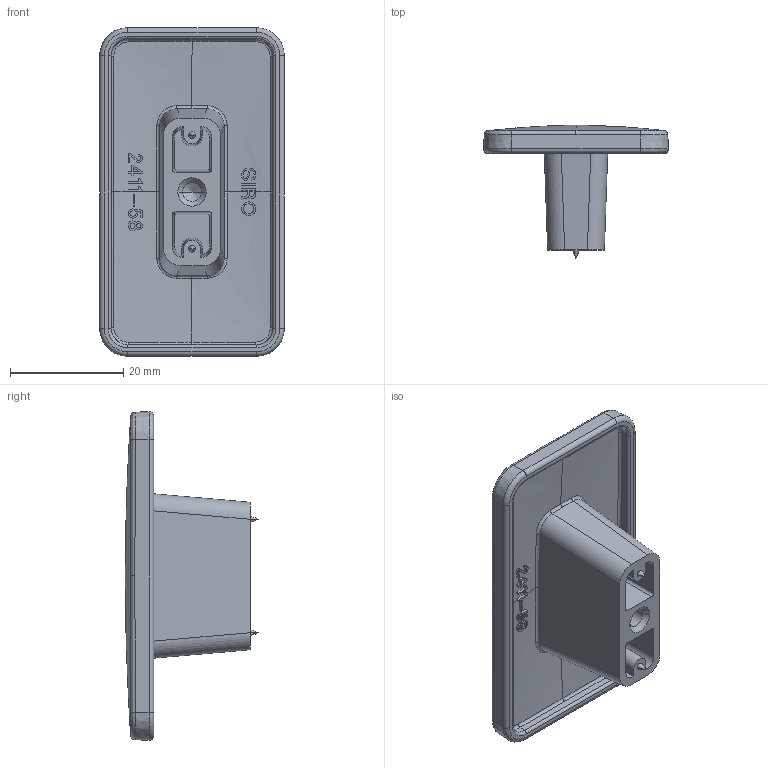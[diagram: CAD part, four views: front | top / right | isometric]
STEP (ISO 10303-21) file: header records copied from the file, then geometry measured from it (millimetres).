
FILE_DESCRIPTION(('Creo Elements/Direct Modeling STEP Export'),'2;1');
FILE_NAME('2411-58.stp','2022-01-26T11:32:42',(''),(''),'Creo Elements/Direct Modeling STEP processor for AP214 (Solid Model)','Creo Elements/Direct Modeling 20.0 12-Nov-2016 (C) Parametric Technology GmbH','');
FILE_SCHEMA(('AUTOMOTIVE_DESIGN { 1 0 10303 214 1 1 1 1 }'));
Products named in the file (1): ZN-10150
Bounding box: 32.57 x 23.5 x 57.94 mm (x, y, z)
Volume: 8408.6 mm3; surface area: 7284 mm2
Topology: 1 solids, 1 shells, 538 faces, 1499 edges, 978 vertices
Faces by surface type: plane 427, bspline 65, cylinder 28, cone 14, torus 4
Entity records: 40826 total; most frequent: CARTESIAN_POINT 28057, ORIENTED_EDGE 2986, DIRECTION 1538, EDGE_CURVE 1493, VERTEX_POINT 978, B_SPLINE_CURVE_WITH_KNOTS 896, SURFACE_CURVE 806, EDGE_LOOP 559
